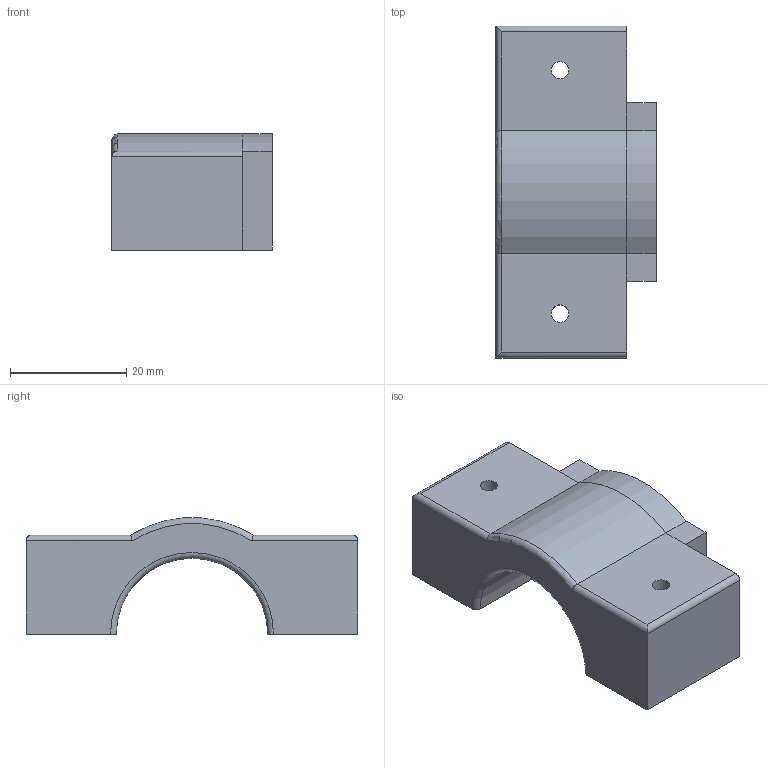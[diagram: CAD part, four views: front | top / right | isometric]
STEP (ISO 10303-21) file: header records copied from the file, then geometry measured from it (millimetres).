
FILE_DESCRIPTION(('FreeCAD Model'),'2;1');
FILE_NAME('Open CASCADE Shape Model','2021-11-22T16:59:55',('Author'),( ''),'Open CASCADE STEP processor 7.4','FreeCAD','Unknown');
FILE_SCHEMA(('AUTOMOTIVE_DESIGN { 1 0 10303 214 1 1 1 1 }'));
Length unit declared in the file: millimetre
Products named in the file (1): Top
Bounding box: 27.5 x 57 x 19.94 mm (x, y, z)
Volume: 17930.5 mm3; surface area: 5918.7 mm2
Topology: 1 solids, 1 shells, 29 faces, 69 edges, 42 vertices
Faces by surface type: plane 16, cylinder 10, torus 2, cone 1
Full cylindrical faces by diameter (mm): 3 x2
Entity records: 902 total; most frequent: CARTESIAN_POINT 194, DIRECTION 144, ORIENTED_EDGE 138, EDGE_CURVE 69, AXIS2_PLACEMENT_3D 48, LINE 48, VECTOR 48, VERTEX_POINT 42
